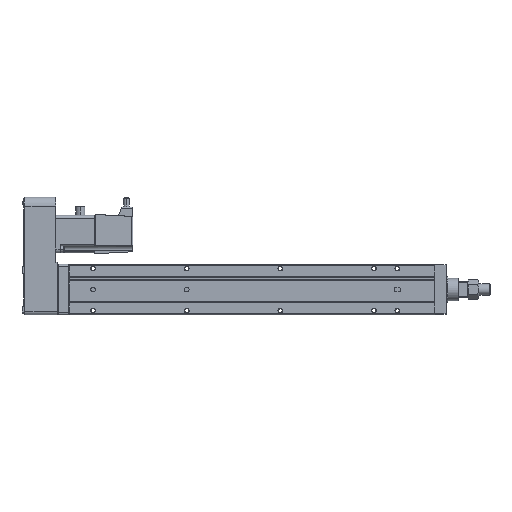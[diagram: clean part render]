
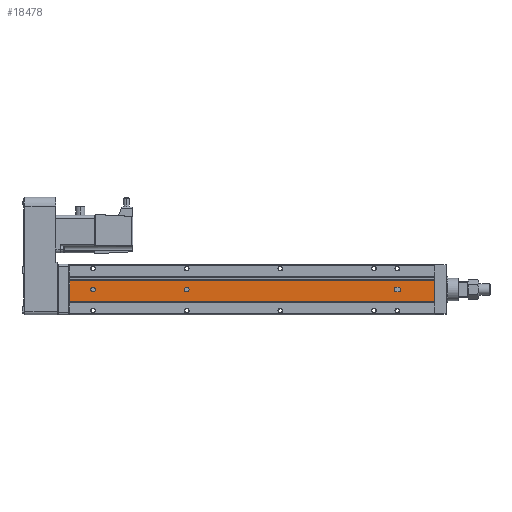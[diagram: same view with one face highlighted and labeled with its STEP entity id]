
A CAD part, front view. The second image highlights one B-rep face of the part: STEP entity #18478.
In plain terms, the highlighted planar face has unit normal (0, -1, 0).
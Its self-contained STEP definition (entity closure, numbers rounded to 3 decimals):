
#1061 = VERTEX_POINT ( 'NONE', #2927 ) ;
#1106 = CARTESIAN_POINT ( 'NONE',  ( 390., 1., 9.286 ) ) ;
#1302 = CARTESIAN_POINT ( 'NONE',  ( 390., 1., 9.286 ) ) ;
#1721 = VERTEX_POINT ( 'NONE', #1302 ) ;
#1968 = EDGE_LOOP ( 'NONE', ( #10709, #25956, #22502, #12682 ) ) ;
#2611 = CARTESIAN_POINT ( 'NONE',  ( 25., 1., 0. ) ) ;
#2800 = FACE_OUTER_BOUND ( 'NONE', #1968, .T. ) ;
#2927 = CARTESIAN_POINT ( 'NONE',  ( 125., 1., 2.5 ) ) ;
#3259 = LINE ( 'NONE', #15090, #20968 ) ;
#4018 = VERTEX_POINT ( 'NONE', #16481 ) ;
#4200 = EDGE_CURVE ( 'NONE', #5243, #21498, #19746, .T. ) ;
#4398 = CIRCLE ( 'NONE', #11132, 2.5 ) ;
#4627 = ORIENTED_EDGE ( 'NONE', *, *, #22867, .F. ) ;
#4629 = CARTESIAN_POINT ( 'NONE',  ( 0., 1., 9.286 ) ) ;
#4652 = FACE_BOUND ( 'NONE', #24846, .T. ) ;
#4983 = CARTESIAN_POINT ( 'NONE',  ( 125., 1., -2.5 ) ) ;
#5243 = VERTEX_POINT ( 'NONE', #20678 ) ;
#5266 = DIRECTION ( 'NONE',  ( 0., 0., 1. ) ) ;
#5678 = DIRECTION ( 'NONE',  ( 1., 0., 0. ) ) ;
#5689 = VERTEX_POINT ( 'NONE', #4629 ) ;
#5706 = AXIS2_PLACEMENT_3D ( 'NONE', #12671, #18841, #20400 ) ;
#6030 = EDGE_CURVE ( 'NONE', #21498, #4018, #10371, .T. ) ;
#6359 = VERTEX_POINT ( 'NONE', #21409 ) ;
#6482 = ORIENTED_EDGE ( 'NONE', *, *, #15237, .F. ) ;
#6684 = DIRECTION ( 'NONE',  ( 0., 0., 1. ) ) ;
#6708 = DIRECTION ( 'NONE',  ( 0., 0., 1. ) ) ;
#6872 = EDGE_CURVE ( 'NONE', #1721, #5689, #13064, .T. ) ;
#7080 = EDGE_CURVE ( 'NONE', #7454, #6359, #10790, .T. ) ;
#7129 = AXIS2_PLACEMENT_3D ( 'NONE', #21110, #21381, #20989 ) ;
#7237 = DIRECTION ( 'NONE',  ( 0., -1., 0. ) ) ;
#7354 = ORIENTED_EDGE ( 'NONE', *, *, #13527, .F. ) ;
#7454 = VERTEX_POINT ( 'NONE', #20253 ) ;
#7554 = CARTESIAN_POINT ( 'NONE',  ( 390., 1., -2.5 ) ) ;
#7700 = CARTESIAN_POINT ( 'NONE',  ( 25., 1., 0. ) ) ;
#7849 = DIRECTION ( 'NONE',  ( -1., 0., 0. ) ) ;
#8543 = DIRECTION ( 'NONE',  ( -1., 0., 0. ) ) ;
#8748 = VECTOR ( 'NONE', #15412, 1000. ) ;
#8949 = CARTESIAN_POINT ( 'NONE',  ( 125., 1., 0. ) ) ;
#9084 = CARTESIAN_POINT ( 'NONE',  ( 351., 1., -2.5 ) ) ;
#9189 = EDGE_CURVE ( 'NONE', #9918, #20585, #25700, .T. ) ;
#9646 = CIRCLE ( 'NONE', #7129, 2.5 ) ;
#9649 = EDGE_LOOP ( 'NONE', ( #13682, #4627, #6482, #21464 ) ) ;
#9918 = VERTEX_POINT ( 'NONE', #19670 ) ;
#10371 = CIRCLE ( 'NONE', #16240, 2.5 ) ;
#10709 = ORIENTED_EDGE ( 'NONE', *, *, #22844, .T. ) ;
#10790 = LINE ( 'NONE', #24299, #11689 ) ;
#10931 = EDGE_CURVE ( 'NONE', #16399, #1061, #12742, .T. ) ;
#11132 = AXIS2_PLACEMENT_3D ( 'NONE', #8949, #7237, #5266 ) ;
#11663 = LINE ( 'NONE', #17810, #23289 ) ;
#11689 = VECTOR ( 'NONE', #8543, 1000. ) ;
#12381 = VERTEX_POINT ( 'NONE', #20296 ) ;
#12671 = CARTESIAN_POINT ( 'NONE',  ( 390., 1., 9.286 ) ) ;
#12682 = ORIENTED_EDGE ( 'NONE', *, *, #6872, .T. ) ;
#12742 = CIRCLE ( 'NONE', #22371, 2.5 ) ;
#13064 = LINE ( 'NONE', #15023, #8748 ) ;
#13492 = LINE ( 'NONE', #1106, #15860 ) ;
#13527 = EDGE_CURVE ( 'NONE', #1061, #16399, #4398, .T. ) ;
#13682 = ORIENTED_EDGE ( 'NONE', *, *, #4200, .F. ) ;
#13881 = DIRECTION ( 'NONE',  ( 0., -1., 0. ) ) ;
#14411 = CARTESIAN_POINT ( 'NONE',  ( 25., 1., -2.5 ) ) ;
#14538 = ORIENTED_EDGE ( 'NONE', *, *, #10931, .F. ) ;
#14778 = FACE_BOUND ( 'NONE', #22088, .T. ) ;
#15023 = CARTESIAN_POINT ( 'NONE',  ( 390., 1., 9.286 ) ) ;
#15090 = CARTESIAN_POINT ( 'NONE',  ( 0., 1., 9.286 ) ) ;
#15237 = EDGE_CURVE ( 'NONE', #4018, #12381, #11663, .T. ) ;
#15412 = DIRECTION ( 'NONE',  ( -1., 0., 0. ) ) ;
#15425 = CIRCLE ( 'NONE', #17103, 2.5 ) ;
#15713 = DIRECTION ( 'NONE',  ( 0., 0., 1. ) ) ;
#15860 = VECTOR ( 'NONE', #25032, 1000. ) ;
#16240 = AXIS2_PLACEMENT_3D ( 'NONE', #22454, #16301, #6708 ) ;
#16301 = DIRECTION ( 'NONE',  ( 0., -1., 0. ) ) ;
#16399 = VERTEX_POINT ( 'NONE', #4983 ) ;
#16481 = CARTESIAN_POINT ( 'NONE',  ( 351., 1., 2.5 ) ) ;
#17103 = AXIS2_PLACEMENT_3D ( 'NONE', #7700, #13881, #15713 ) ;
#17810 = CARTESIAN_POINT ( 'NONE',  ( 390., 1., 2.5 ) ) ;
#18478 = ADVANCED_FACE ( 'NONE', ( #2800, #20536, #4652, #14778 ), #18965, .F. ) ;
#18644 = DIRECTION ( 'NONE',  ( 0., 0., 1. ) ) ;
#18841 = DIRECTION ( 'NONE',  ( 0., 1., 0. ) ) ;
#18895 = CARTESIAN_POINT ( 'NONE',  ( 125., 1., 0. ) ) ;
#18965 = PLANE ( 'NONE',  #5706 ) ;
#19670 = CARTESIAN_POINT ( 'NONE',  ( 25., 1., 2.5 ) ) ;
#19746 = LINE ( 'NONE', #7554, #21306 ) ;
#19945 = ORIENTED_EDGE ( 'NONE', *, *, #9189, .F. ) ;
#20253 = CARTESIAN_POINT ( 'NONE',  ( 390., 1., -13. ) ) ;
#20296 = CARTESIAN_POINT ( 'NONE',  ( 349., 1., 2.5 ) ) ;
#20400 = DIRECTION ( 'NONE',  ( 1., 0., 0. ) ) ;
#20536 = FACE_BOUND ( 'NONE', #9649, .T. ) ;
#20585 = VERTEX_POINT ( 'NONE', #14411 ) ;
#20641 = AXIS2_PLACEMENT_3D ( 'NONE', #2611, #22458, #18644 ) ;
#20678 = CARTESIAN_POINT ( 'NONE',  ( 349., 1., -2.5 ) ) ;
#20843 = EDGE_CURVE ( 'NONE', #20585, #9918, #15425, .T. ) ;
#20968 = VECTOR ( 'NONE', #22958, 1000. ) ;
#20989 = DIRECTION ( 'NONE',  ( 0., 0., 1. ) ) ;
#21110 = CARTESIAN_POINT ( 'NONE',  ( 349., 1., 0. ) ) ;
#21134 = ORIENTED_EDGE ( 'NONE', *, *, #20843, .F. ) ;
#21306 = VECTOR ( 'NONE', #5678, 1000. ) ;
#21381 = DIRECTION ( 'NONE',  ( 0., -1., 0. ) ) ;
#21409 = CARTESIAN_POINT ( 'NONE',  ( 0., 1., -13. ) ) ;
#21464 = ORIENTED_EDGE ( 'NONE', *, *, #6030, .F. ) ;
#21498 = VERTEX_POINT ( 'NONE', #9084 ) ;
#22088 = EDGE_LOOP ( 'NONE', ( #14538, #7354 ) ) ;
#22371 = AXIS2_PLACEMENT_3D ( 'NONE', #18895, #24667, #6684 ) ;
#22454 = CARTESIAN_POINT ( 'NONE',  ( 351., 1., 0. ) ) ;
#22458 = DIRECTION ( 'NONE',  ( 0., -1., 0. ) ) ;
#22502 = ORIENTED_EDGE ( 'NONE', *, *, #24427, .F. ) ;
#22844 = EDGE_CURVE ( 'NONE', #5689, #6359, #3259, .T. ) ;
#22867 = EDGE_CURVE ( 'NONE', #12381, #5243, #9646, .T. ) ;
#22958 = DIRECTION ( 'NONE',  ( 0., 0., -1. ) ) ;
#23289 = VECTOR ( 'NONE', #7849, 1000. ) ;
#24299 = CARTESIAN_POINT ( 'NONE',  ( 390., 1., -13. ) ) ;
#24427 = EDGE_CURVE ( 'NONE', #1721, #7454, #13492, .T. ) ;
#24667 = DIRECTION ( 'NONE',  ( 0., -1., 0. ) ) ;
#24846 = EDGE_LOOP ( 'NONE', ( #21134, #19945 ) ) ;
#25032 = DIRECTION ( 'NONE',  ( 0., 0., -1. ) ) ;
#25700 = CIRCLE ( 'NONE', #20641, 2.5 ) ;
#25956 = ORIENTED_EDGE ( 'NONE', *, *, #7080, .F. ) ;
